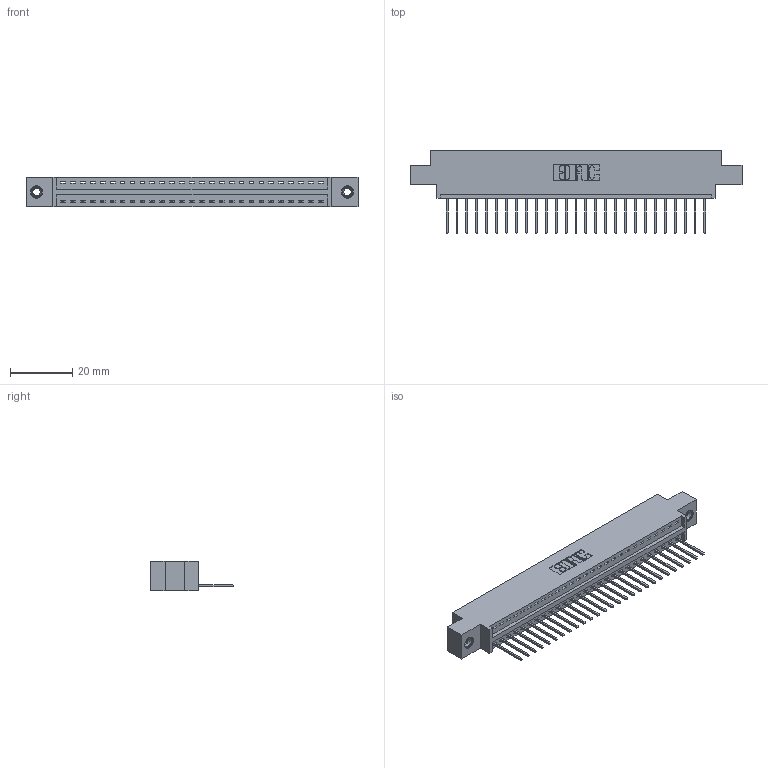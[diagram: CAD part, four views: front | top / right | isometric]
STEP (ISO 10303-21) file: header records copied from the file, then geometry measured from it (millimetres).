
FILE_DESCRIPTION (( 'STEP AP203' ), '1' );
FILE_NAME ('396-027-522-607.STEP', '2019-10-27T07:55:27', ( '' ), ( '' ), 'SwSTEP 2.0', 'SolidWorks 2016', '' );
FILE_SCHEMA (( 'CONFIG_CONTROL_DESIGN' ));
Length unit declared in the file: inch
Products named in the file (4): 345-250-001_345-250-005-103; 345-292-001_345-293-122; 346 Part_0.170 Offset - 0.156 Dia-TI; 396-027-522-607
Assembly tree (30 placements, depth 2):
  396-027-522-607
    346 Part_0.170 Offset - 0.156 Dia-TI
    345-292-001_345-293-122  x27
    345-250-001_345-250-005-103  x2
Bounding box: 106.3 x 26.42 x 9.4 mm (x, y, z)
Volume: 9907.1 mm3; surface area: 12515.1 mm2
Topology: 30 solids, 30 shells, 1752 faces, 5229 edges, 3442 vertices
Faces by surface type: plane 1192, cylinder 544, cone 12, torus 4
Entity records: 20112 total; most frequent: CARTESIAN_POINT 3436, ORIENTED_EDGE 3390, DIRECTION 3075, EDGE_CURVE 1695, VECTOR 1435, LINE 1435, VERTEX_POINT 1124, AXIS2_PLACEMENT_3D 820
